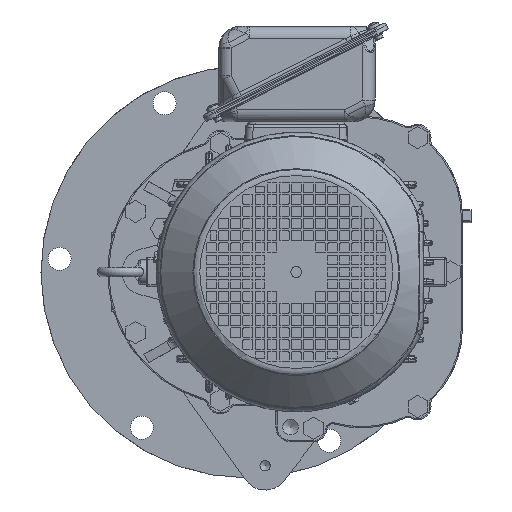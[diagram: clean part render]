
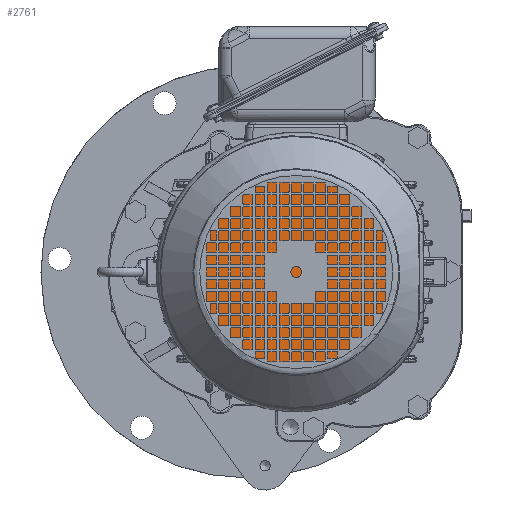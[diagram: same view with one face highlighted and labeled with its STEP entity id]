
A CAD part, left-side view. The second image highlights one B-rep face of the part: STEP entity #2761.
In plain terms, the highlighted planar face has unit normal (-1, 0, 0).
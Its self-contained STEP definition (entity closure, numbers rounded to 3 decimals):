
#2761 = ADVANCED_FACE ( 'NONE', ( #92871 ), #124263, .T. ) ;
#11884 = DIRECTION ( 'NONE',  ( 0., -1., 0. ) ) ;
#13243 = DIRECTION ( 'NONE',  ( 0., -1., 0. ) ) ;
#15199 = AXIS2_PLACEMENT_3D ( 'NONE', #122833, #136711, #11884 ) ;
#16246 = EDGE_CURVE ( 'NONE', #56829, #56829, #115676, .T. ) ;
#56829 = VERTEX_POINT ( 'NONE', #110910 ) ;
#57729 = DIRECTION ( 'NONE',  ( -1., 0., 0. ) ) ;
#71356 = AXIS2_PLACEMENT_3D ( 'NONE', #79675, #57729, #13243 ) ;
#79675 = CARTESIAN_POINT ( 'NONE',  ( -400., -40.75, 0. ) ) ;
#92871 = FACE_OUTER_BOUND ( 'NONE', #109312, .T. ) ;
#109312 = EDGE_LOOP ( 'NONE', ( #131702 ) ) ;
#110910 = CARTESIAN_POINT ( 'NONE',  ( -400., -138.25, 0. ) ) ;
#115676 = CIRCLE ( 'NONE', #71356, 97.5 ) ;
#122833 = CARTESIAN_POINT ( 'NONE',  ( -400., 58.25, 0. ) ) ;
#124263 = PLANE ( 'NONE',  #15199 ) ;
#131702 = ORIENTED_EDGE ( 'NONE', *, *, #16246, .T. ) ;
#136711 = DIRECTION ( 'NONE',  ( -1., 0., 0. ) ) ;
